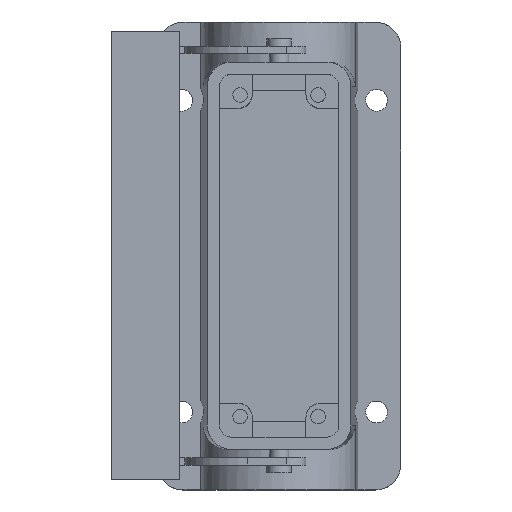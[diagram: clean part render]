
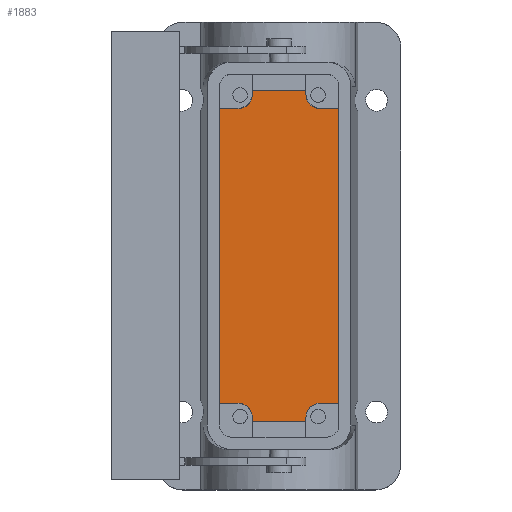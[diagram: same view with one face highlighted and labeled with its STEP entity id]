
A CAD part, top view. The second image highlights one B-rep face of the part: STEP entity #1883.
In plain terms, the highlighted planar face has unit normal (0, 0, 1).
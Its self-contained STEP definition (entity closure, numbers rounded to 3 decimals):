
#391=AXIS2_PLACEMENT_3D('Circle Axis2P3D',#389,#390,$) ;
#490=AXIS2_PLACEMENT_3D('Circle Axis2P3D',#488,#489,$) ;
#1795=AXIS2_PLACEMENT_3D('Plane Axis2P3D',#1792,#1793,#1794) ;
#1813=AXIS2_PLACEMENT_3D('Circle Axis2P3D',#1811,#1812,$) ;
#1841=AXIS2_PLACEMENT_3D('Circle Axis2P3D',#1839,#1840,$) ;
#386=CARTESIAN_POINT('Vertex',(26.,78.25,4.5)) ;
#389=CARTESIAN_POINT('Axis2P3D Location',(26.,81.25,4.5)) ;
#393=CARTESIAN_POINT('Vertex',(29.,81.25,4.5)) ;
#416=CARTESIAN_POINT('Line Origine',(29.,81.625,4.5)) ;
#420=CARTESIAN_POINT('Vertex',(29.,82.,4.5)) ;
#440=CARTESIAN_POINT('Line Origine',(34.5,82.,4.5)) ;
#444=CARTESIAN_POINT('Vertex',(40.,82.,4.5)) ;
#464=CARTESIAN_POINT('Line Origine',(40.,81.625,4.5)) ;
#468=CARTESIAN_POINT('Vertex',(40.,81.25,4.5)) ;
#488=CARTESIAN_POINT('Axis2P3D Location',(43.,81.25,4.5)) ;
#492=CARTESIAN_POINT('Vertex',(43.,78.25,4.5)) ;
#1777=CARTESIAN_POINT('Vertex',(22.25,78.25,4.5)) ;
#1780=CARTESIAN_POINT('Line Origine',(24.125,78.25,4.5)) ;
#1792=CARTESIAN_POINT('Axis2P3D Location',(34.5,48.,4.5)) ;
#1797=CARTESIAN_POINT('Line Origine',(22.25,48.,4.5)) ;
#1801=CARTESIAN_POINT('Vertex',(22.25,17.75,4.5)) ;
#1804=CARTESIAN_POINT('Line Origine',(24.125,17.75,4.5)) ;
#1808=CARTESIAN_POINT('Vertex',(26.,17.75,4.5)) ;
#1811=CARTESIAN_POINT('Axis2P3D Location',(26.,14.75,4.5)) ;
#1815=CARTESIAN_POINT('Vertex',(29.,14.75,4.5)) ;
#1818=CARTESIAN_POINT('Line Origine',(29.,14.375,4.5)) ;
#1822=CARTESIAN_POINT('Vertex',(29.,14.,4.5)) ;
#1825=CARTESIAN_POINT('Line Origine',(34.5,14.,4.5)) ;
#1829=CARTESIAN_POINT('Vertex',(40.,14.,4.5)) ;
#1832=CARTESIAN_POINT('Line Origine',(40.,14.375,4.5)) ;
#1836=CARTESIAN_POINT('Vertex',(40.,14.75,4.5)) ;
#1839=CARTESIAN_POINT('Axis2P3D Location',(43.,14.75,4.5)) ;
#1843=CARTESIAN_POINT('Vertex',(43.,17.75,4.5)) ;
#1846=CARTESIAN_POINT('Line Origine',(44.875,17.75,4.5)) ;
#1850=CARTESIAN_POINT('Vertex',(46.75,17.75,4.5)) ;
#1853=CARTESIAN_POINT('Line Origine',(46.75,48.,4.5)) ;
#1857=CARTESIAN_POINT('Vertex',(46.75,78.25,4.5)) ;
#1860=CARTESIAN_POINT('Line Origine',(44.875,78.25,4.5)) ;
#390=DIRECTION('Axis2P3D Direction',(0.,0.,-1.)) ;
#417=DIRECTION('Vector Direction',(0.,1.,0.)) ;
#441=DIRECTION('Vector Direction',(-1.,0.,0.)) ;
#465=DIRECTION('Vector Direction',(0.,1.,0.)) ;
#489=DIRECTION('Axis2P3D Direction',(0.,-0.,-1.)) ;
#1781=DIRECTION('Vector Direction',(-1.,0.,0.)) ;
#1793=DIRECTION('Axis2P3D Direction',(-0.,0.,1.)) ;
#1794=DIRECTION('Axis2P3D XDirection',(0.,-1.,0.)) ;
#1798=DIRECTION('Vector Direction',(0.,1.,0.)) ;
#1805=DIRECTION('Vector Direction',(-1.,0.,0.)) ;
#1812=DIRECTION('Axis2P3D Direction',(-0.,0.,1.)) ;
#1819=DIRECTION('Vector Direction',(0.,-1.,0.)) ;
#1826=DIRECTION('Vector Direction',(-1.,0.,0.)) ;
#1833=DIRECTION('Vector Direction',(0.,-1.,0.)) ;
#1840=DIRECTION('Axis2P3D Direction',(-0.,0.,1.)) ;
#1847=DIRECTION('Vector Direction',(1.,0.,0.)) ;
#1854=DIRECTION('Vector Direction',(0.,-1.,0.)) ;
#1861=DIRECTION('Vector Direction',(1.,0.,0.)) ;
#418=VECTOR('Line Direction',#417,1.) ;
#442=VECTOR('Line Direction',#441,1.) ;
#466=VECTOR('Line Direction',#465,1.) ;
#1782=VECTOR('Line Direction',#1781,1.) ;
#1799=VECTOR('Line Direction',#1798,1.) ;
#1806=VECTOR('Line Direction',#1805,1.) ;
#1820=VECTOR('Line Direction',#1819,1.) ;
#1827=VECTOR('Line Direction',#1826,1.) ;
#1834=VECTOR('Line Direction',#1833,1.) ;
#1848=VECTOR('Line Direction',#1847,1.) ;
#1855=VECTOR('Line Direction',#1854,1.) ;
#1862=VECTOR('Line Direction',#1861,1.) ;
#1866=ORIENTED_EDGE('',*,*,#422,.F.) ;
#1867=ORIENTED_EDGE('',*,*,#395,.F.) ;
#1868=ORIENTED_EDGE('',*,*,#1784,.T.) ;
#1869=ORIENTED_EDGE('',*,*,#1803,.T.) ;
#1870=ORIENTED_EDGE('',*,*,#1810,.F.) ;
#1871=ORIENTED_EDGE('',*,*,#1817,.F.) ;
#1872=ORIENTED_EDGE('',*,*,#1824,.T.) ;
#1873=ORIENTED_EDGE('',*,*,#1831,.F.) ;
#1874=ORIENTED_EDGE('',*,*,#1838,.F.) ;
#1875=ORIENTED_EDGE('',*,*,#1845,.F.) ;
#1876=ORIENTED_EDGE('',*,*,#1852,.T.) ;
#1877=ORIENTED_EDGE('',*,*,#1859,.T.) ;
#1878=ORIENTED_EDGE('',*,*,#1864,.F.) ;
#1879=ORIENTED_EDGE('',*,*,#494,.F.) ;
#1880=ORIENTED_EDGE('',*,*,#470,.T.) ;
#1881=ORIENTED_EDGE('',*,*,#446,.T.) ;
#1883=ADVANCED_FACE('Housing',(#1882),#1796,.T.) ;
#392=CIRCLE('generated circle',#391,3.) ;
#491=CIRCLE('generated circle',#490,3.) ;
#1814=CIRCLE('generated circle',#1813,3.) ;
#1842=CIRCLE('generated circle',#1841,3.) ;
#395=EDGE_CURVE('',#387,#394,#392,.F.) ;
#422=EDGE_CURVE('',#394,#421,#419,.T.) ;
#446=EDGE_CURVE('',#445,#421,#443,.T.) ;
#470=EDGE_CURVE('',#469,#445,#467,.T.) ;
#494=EDGE_CURVE('',#469,#493,#491,.F.) ;
#1784=EDGE_CURVE('',#387,#1778,#1783,.T.) ;
#1803=EDGE_CURVE('',#1778,#1802,#1800,.F.) ;
#1810=EDGE_CURVE('',#1809,#1802,#1807,.T.) ;
#1817=EDGE_CURVE('',#1816,#1809,#1814,.T.) ;
#1824=EDGE_CURVE('',#1816,#1823,#1821,.T.) ;
#1831=EDGE_CURVE('',#1830,#1823,#1828,.T.) ;
#1838=EDGE_CURVE('',#1837,#1830,#1835,.T.) ;
#1845=EDGE_CURVE('',#1844,#1837,#1842,.T.) ;
#1852=EDGE_CURVE('',#1844,#1851,#1849,.T.) ;
#1859=EDGE_CURVE('',#1851,#1858,#1856,.F.) ;
#1864=EDGE_CURVE('',#493,#1858,#1863,.T.) ;
#1865=EDGE_LOOP('',(#1866,#1867,#1868,#1869,#1870,#1871,#1872,#1873,#1874,#1875,#1876,#1877,#1878,#1879,#1880,#1881)) ;
#1882=FACE_OUTER_BOUND('',#1865,.T.) ;
#419=LINE('Line',#416,#418) ;
#443=LINE('Line',#440,#442) ;
#467=LINE('Line',#464,#466) ;
#1783=LINE('Line',#1780,#1782) ;
#1800=LINE('Line',#1797,#1799) ;
#1807=LINE('Line',#1804,#1806) ;
#1821=LINE('Line',#1818,#1820) ;
#1828=LINE('Line',#1825,#1827) ;
#1835=LINE('Line',#1832,#1834) ;
#1849=LINE('Line',#1846,#1848) ;
#1856=LINE('Line',#1853,#1855) ;
#1863=LINE('Line',#1860,#1862) ;
#1796=PLANE('',#1795) ;
#387=VERTEX_POINT('',#386) ;
#394=VERTEX_POINT('',#393) ;
#421=VERTEX_POINT('',#420) ;
#445=VERTEX_POINT('',#444) ;
#469=VERTEX_POINT('',#468) ;
#493=VERTEX_POINT('',#492) ;
#1778=VERTEX_POINT('',#1777) ;
#1802=VERTEX_POINT('',#1801) ;
#1809=VERTEX_POINT('',#1808) ;
#1816=VERTEX_POINT('',#1815) ;
#1823=VERTEX_POINT('',#1822) ;
#1830=VERTEX_POINT('',#1829) ;
#1837=VERTEX_POINT('',#1836) ;
#1844=VERTEX_POINT('',#1843) ;
#1851=VERTEX_POINT('',#1850) ;
#1858=VERTEX_POINT('',#1857) ;
